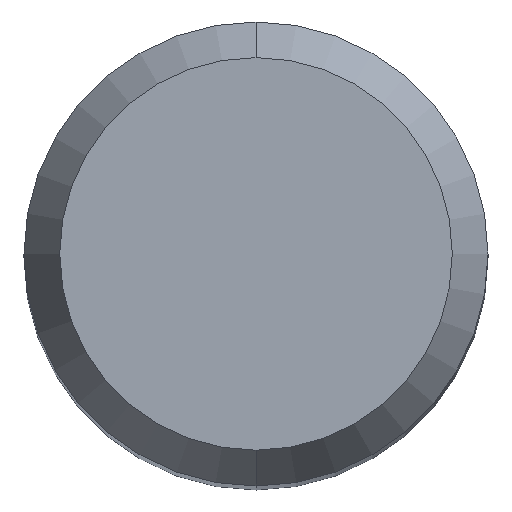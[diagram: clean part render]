
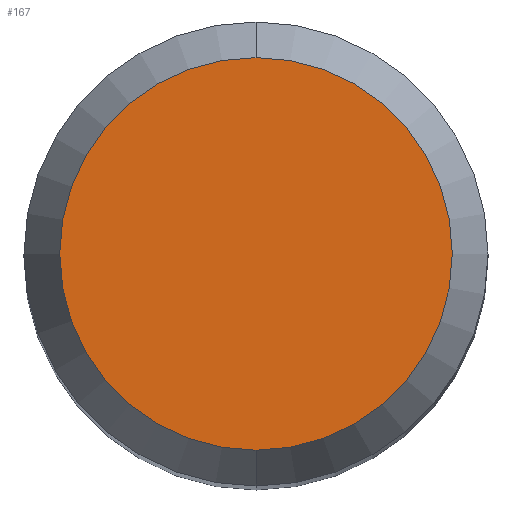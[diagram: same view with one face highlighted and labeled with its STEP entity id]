
A CAD part, top view. The second image highlights one B-rep face of the part: STEP entity #167.
In plain terms, the highlighted planar face has unit normal (0, 0, 1).
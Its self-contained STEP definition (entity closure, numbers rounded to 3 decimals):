
#167=ADVANCED_FACE('',(#442),#443,.T.);
#331=VERTEX_POINT('',#625);
#405=VERTEX_POINT('',#705);
#407=EDGE_CURVE('',#405,#331,#707,.T.);
#415=EDGE_CURVE('',#331,#405,#716,.T.);
#442=FACE_OUTER_BOUND('',#738,.T.);
#443=PLANE('',#739);
#625=CARTESIAN_POINT('',(0.0,2.538,29.212));
#705=CARTESIAN_POINT('',(0.,-2.538,29.212));
#707=CIRCLE('',#1324,2.538);
#716=CIRCLE('',#1337,2.538);
#738=EDGE_LOOP('',(#1344,#1345));
#739=AXIS2_PLACEMENT_3D('',#1346,#1347,#1348);
#1324=AXIS2_PLACEMENT_3D('',#1633,#1634,#1635);
#1337=AXIS2_PLACEMENT_3D('',#1648,#1649,#1650);
#1344=ORIENTED_EDGE('',*,*,#415,.F.);
#1345=ORIENTED_EDGE('',*,*,#407,.F.);
#1346=CARTESIAN_POINT('',(0.0,1.269,29.212));
#1347=DIRECTION('',(-0.0,0.0,1.0));
#1348=DIRECTION('',(0.0,-1.0,0.0));
#1633=CARTESIAN_POINT('',(0.0,0.0,29.212));
#1634=DIRECTION('',(0.0,0.0,-1.0));
#1635=DIRECTION('',(0.0,1.0,0.0));
#1648=CARTESIAN_POINT('',(0.0,0.0,29.212));
#1649=DIRECTION('',(0.0,0.0,-1.0));
#1650=DIRECTION('',(0.0,1.0,0.0));
